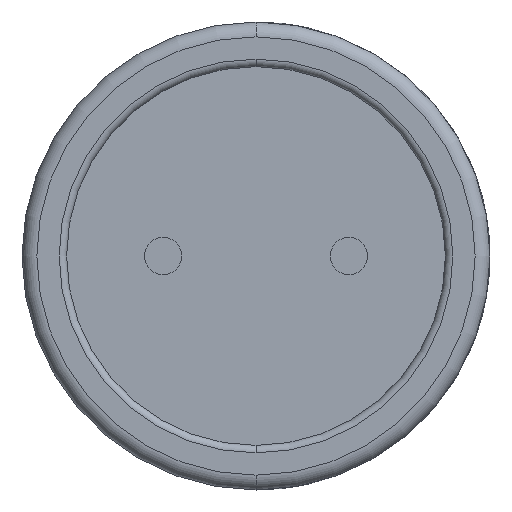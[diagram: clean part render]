
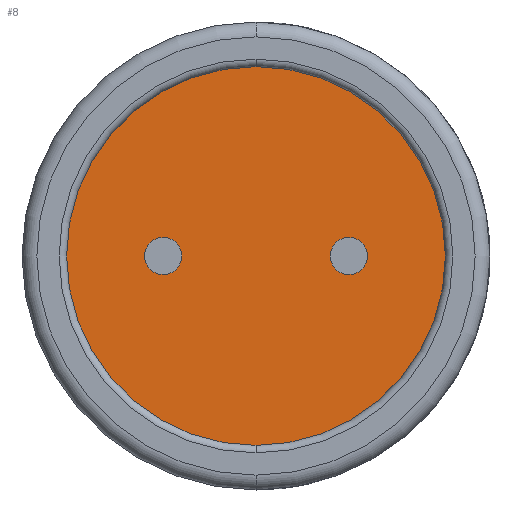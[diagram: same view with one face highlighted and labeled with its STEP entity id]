
A CAD part, front view. The second image highlights one B-rep face of the part: STEP entity #8.
In plain terms, the highlighted planar face has unit normal (0, -1, 0).
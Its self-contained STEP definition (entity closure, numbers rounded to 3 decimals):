
#8 = ADVANCED_FACE ( 'NONE', ( #912 ), #977, .T. ) ;
#23 = CARTESIAN_POINT ( 'NONE',  ( 0., 0.1, 0. ) ) ;
#99 = AXIS2_PLACEMENT_3D ( 'NONE', #23, #459, #464 ) ;
#175 = DIRECTION ( 'NONE',  ( 0., 0., -1. ) ) ;
#258 = DIRECTION ( 'NONE',  ( 0., -1., 0. ) ) ;
#274 = EDGE_CURVE ( 'NONE', #500, #642, #821, .T. ) ;
#290 = CARTESIAN_POINT ( 'NONE',  ( 0., 0.1, 2.55 ) ) ;
#376 = EDGE_CURVE ( 'NONE', #642, #500, #380, .T. ) ;
#380 = CIRCLE ( 'NONE', #834, 2.55 ) ;
#450 = AXIS2_PLACEMENT_3D ( 'NONE', #616, #258, #175 ) ;
#459 = DIRECTION ( 'NONE',  ( 0., -1., 0. ) ) ;
#464 = DIRECTION ( 'NONE',  ( 0., 0., -1. ) ) ;
#500 = VERTEX_POINT ( 'NONE', #290 ) ;
#508 = EDGE_LOOP ( 'NONE', ( #683, #1090 ) ) ;
#573 = CARTESIAN_POINT ( 'NONE',  ( 0., 0.1, -2.55 ) ) ;
#608 = DIRECTION ( 'NONE',  ( 0., 0., -1. ) ) ;
#616 = CARTESIAN_POINT ( 'NONE',  ( 0., 0.1, 0. ) ) ;
#642 = VERTEX_POINT ( 'NONE', #573 ) ;
#683 = ORIENTED_EDGE ( 'NONE', *, *, #376, .T. ) ;
#821 = CIRCLE ( 'NONE', #450, 2.55 ) ;
#834 = AXIS2_PLACEMENT_3D ( 'NONE', #1128, #1130, #608 ) ;
#912 = FACE_OUTER_BOUND ( 'NONE', #508, .T. ) ;
#977 = PLANE ( 'NONE',  #99 ) ;
#1090 = ORIENTED_EDGE ( 'NONE', *, *, #274, .T. ) ;
#1128 = CARTESIAN_POINT ( 'NONE',  ( 0., 0.1, 0. ) ) ;
#1130 = DIRECTION ( 'NONE',  ( 0., -1., 0. ) ) ;
